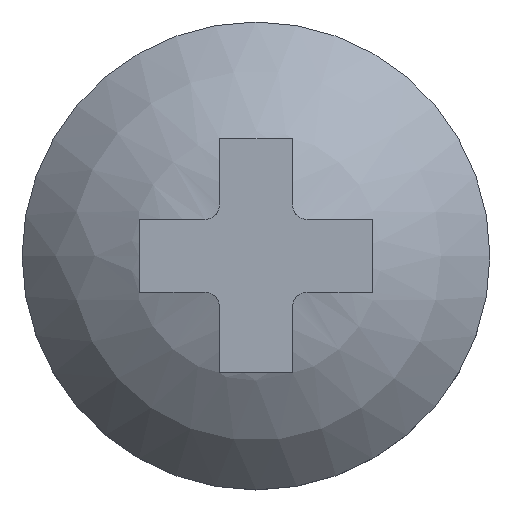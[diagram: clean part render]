
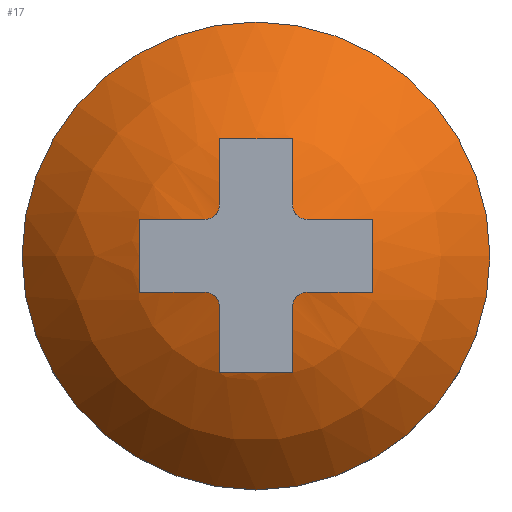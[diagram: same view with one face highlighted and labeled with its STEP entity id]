
A CAD part, top view. The second image highlights one B-rep face of the part: STEP entity #17.
In plain terms, the highlighted spherical face has radius 2 mm.
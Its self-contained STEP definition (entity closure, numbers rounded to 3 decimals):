
#17 = ADVANCED_FACE('',(#18),#230,.T.);
#18 = FACE_BOUND('',#19,.F.);
#19 = EDGE_LOOP('',(#20,#31,#40,#49,#56,#57,#66,#75,#94,#103,#112,#121,
    #140,#149,#158,#167,#186,#195,#204,#213));
#20 = ORIENTED_EDGE('',*,*,#21,.T.);
#21 = EDGE_CURVE('',#22,#24,#26,.T.);
#22 = VERTEX_POINT('',#23);
#23 = CARTESIAN_POINT('',(-0.35,0.25,1.253));
#24 = VERTEX_POINT('',#25);
#25 = CARTESIAN_POINT('',(-0.8,0.25,1.116));
#26 = CIRCLE('',#27,1.984);
#27 = AXIS2_PLACEMENT_3D('',#28,#29,#30);
#28 = CARTESIAN_POINT('',(0.,0.25,-0.7));
#29 = DIRECTION('',(0.,-1.,0.));
#30 = DIRECTION('',(0.,0.,-1.));
#31 = ORIENTED_EDGE('',*,*,#32,.T.);
#32 = EDGE_CURVE('',#24,#33,#35,.T.);
#33 = VERTEX_POINT('',#34);
#34 = CARTESIAN_POINT('',(-0.8,0.,1.133));
#35 = CIRCLE('',#36,1.833);
#36 = AXIS2_PLACEMENT_3D('',#37,#38,#39);
#37 = CARTESIAN_POINT('',(-0.8,0.,-0.7));
#38 = DIRECTION('',(1.,0.,0.));
#39 = DIRECTION('',(0.,-1.,0.));
#40 = ORIENTED_EDGE('',*,*,#41,.T.);
#41 = EDGE_CURVE('',#33,#42,#44,.T.);
#42 = VERTEX_POINT('',#43);
#43 = CARTESIAN_POINT('',(-1.6,0.,0.5));
#44 = CIRCLE('',#45,2.);
#45 = AXIS2_PLACEMENT_3D('',#46,#47,#48);
#46 = CARTESIAN_POINT('',(0.,0.,-0.7));
#47 = DIRECTION('',(0.,-1.,0.));
#48 = DIRECTION('',(1.,0.,0.));
#49 = ORIENTED_EDGE('',*,*,#50,.F.);
#50 = EDGE_CURVE('',#42,#42,#51,.T.);
#51 = CIRCLE('',#52,1.6);
#52 = AXIS2_PLACEMENT_3D('',#53,#54,#55);
#53 = CARTESIAN_POINT('',(0.,0.,0.5));
#54 = DIRECTION('',(0.,0.,1.));
#55 = DIRECTION('',(-1.,0.,0.));
#56 = ORIENTED_EDGE('',*,*,#41,.F.);
#57 = ORIENTED_EDGE('',*,*,#58,.T.);
#58 = EDGE_CURVE('',#33,#59,#61,.T.);
#59 = VERTEX_POINT('',#60);
#60 = CARTESIAN_POINT('',(-0.8,-0.25,1.116));
#61 = CIRCLE('',#62,1.833);
#62 = AXIS2_PLACEMENT_3D('',#63,#64,#65);
#63 = CARTESIAN_POINT('',(-0.8,0.,-0.7));
#64 = DIRECTION('',(1.,0.,0.));
#65 = DIRECTION('',(0.,-1.,0.));
#66 = ORIENTED_EDGE('',*,*,#67,.T.);
#67 = EDGE_CURVE('',#59,#68,#70,.T.);
#68 = VERTEX_POINT('',#69);
#69 = CARTESIAN_POINT('',(-0.35,-0.25,1.253));
#70 = CIRCLE('',#71,1.984);
#71 = AXIS2_PLACEMENT_3D('',#72,#73,#74);
#72 = CARTESIAN_POINT('',(0.,-0.25,-0.7));
#73 = DIRECTION('',(0.,1.,0.));
#74 = DIRECTION('',(0.,0.,1.));
#75 = ORIENTED_EDGE('',*,*,#76,.F.);
#76 = EDGE_CURVE('',#77,#68,#79,.T.);
#77 = VERTEX_POINT('',#78);
#78 = CARTESIAN_POINT('',(-0.25,-0.35,1.253));
#79 = B_SPLINE_CURVE_WITH_KNOTS('',7,(#80,#81,#82,#83,#84,#85,#86,#87,
    #88,#89,#90,#91,#92,#93),.UNSPECIFIED.,.F.,.F.,(8,6,8),(0.,
    0.501,1.),.UNSPECIFIED.);
#80 = CARTESIAN_POINT('',(-0.25,-0.35,1.253));
#81 = CARTESIAN_POINT('',(-0.25,-0.339,1.255));
#82 = CARTESIAN_POINT('',(-0.252,-0.327,1.257)
  );
#83 = CARTESIAN_POINT('',(-0.255,-0.316,1.258
    ));
#84 = CARTESIAN_POINT('',(-0.259,-0.306,1.26
    ));
#85 = CARTESIAN_POINT('',(-0.265,-0.296,1.26)
  );
#86 = CARTESIAN_POINT('',(-0.271,-0.287,1.261
    ));
#87 = CARTESIAN_POINT('',(-0.287,-0.271,1.261
    ));
#88 = CARTESIAN_POINT('',(-0.296,-0.265,1.26)
  );
#89 = CARTESIAN_POINT('',(-0.306,-0.259,1.26)
  );
#90 = CARTESIAN_POINT('',(-0.316,-0.254,1.258)
  );
#91 = CARTESIAN_POINT('',(-0.327,-0.252,1.257
    ));
#92 = CARTESIAN_POINT('',(-0.339,-0.25,1.255));
#93 = CARTESIAN_POINT('',(-0.35,-0.25,1.253));
#94 = ORIENTED_EDGE('',*,*,#95,.F.);
#95 = EDGE_CURVE('',#96,#77,#98,.T.);
#96 = VERTEX_POINT('',#97);
#97 = CARTESIAN_POINT('',(-0.25,-0.8,1.116));
#98 = CIRCLE('',#99,1.984);
#99 = AXIS2_PLACEMENT_3D('',#100,#101,#102);
#100 = CARTESIAN_POINT('',(-0.25,0.,-0.7));
#101 = DIRECTION('',(-1.,0.,0.));
#102 = DIRECTION('',(0.,1.,0.));
#103 = ORIENTED_EDGE('',*,*,#104,.F.);
#104 = EDGE_CURVE('',#105,#96,#107,.T.);
#105 = VERTEX_POINT('',#106);
#106 = CARTESIAN_POINT('',(0.25,-0.8,1.116));
#107 = CIRCLE('',#108,1.833);
#108 = AXIS2_PLACEMENT_3D('',#109,#110,#111);
#109 = CARTESIAN_POINT('',(0.,-0.8,-0.7));
#110 = DIRECTION('',(0.,-1.,0.));
#111 = DIRECTION('',(0.,0.,-1.));
#112 = ORIENTED_EDGE('',*,*,#113,.F.);
#113 = EDGE_CURVE('',#114,#105,#116,.T.);
#114 = VERTEX_POINT('',#115);
#115 = CARTESIAN_POINT('',(0.25,-0.35,1.253));
#116 = CIRCLE('',#117,1.984);
#117 = AXIS2_PLACEMENT_3D('',#118,#119,#120);
#118 = CARTESIAN_POINT('',(0.25,0.,-0.7));
#119 = DIRECTION('',(1.,0.,0.));
#120 = DIRECTION('',(0.,-1.,0.));
#121 = ORIENTED_EDGE('',*,*,#122,.F.);
#122 = EDGE_CURVE('',#123,#114,#125,.T.);
#123 = VERTEX_POINT('',#124);
#124 = CARTESIAN_POINT('',(0.35,-0.25,1.253));
#125 = B_SPLINE_CURVE_WITH_KNOTS('',7,(#126,#127,#128,#129,#130,#131,
    #132,#133,#134,#135,#136,#137,#138,#139),.UNSPECIFIED.,.F.,.F.,(8,6,
    8),(0.,0.501,1.),.UNSPECIFIED.);
#126 = CARTESIAN_POINT('',(0.35,-0.25,1.253));
#127 = CARTESIAN_POINT('',(0.339,-0.25,1.255));
#128 = CARTESIAN_POINT('',(0.327,-0.252,1.257)
  );
#129 = CARTESIAN_POINT('',(0.316,-0.255,1.258
    ));
#130 = CARTESIAN_POINT('',(0.306,-0.259,1.26
    ));
#131 = CARTESIAN_POINT('',(0.296,-0.265,1.26)
  );
#132 = CARTESIAN_POINT('',(0.287,-0.271,1.261
    ));
#133 = CARTESIAN_POINT('',(0.271,-0.287,1.261
    ));
#134 = CARTESIAN_POINT('',(0.265,-0.296,1.26
    ));
#135 = CARTESIAN_POINT('',(0.259,-0.306,1.26)
  );
#136 = CARTESIAN_POINT('',(0.254,-0.316,1.258)
  );
#137 = CARTESIAN_POINT('',(0.252,-0.327,1.257
    ));
#138 = CARTESIAN_POINT('',(0.25,-0.339,1.255));
#139 = CARTESIAN_POINT('',(0.25,-0.35,1.253));
#140 = ORIENTED_EDGE('',*,*,#141,.T.);
#141 = EDGE_CURVE('',#123,#142,#144,.T.);
#142 = VERTEX_POINT('',#143);
#143 = CARTESIAN_POINT('',(0.8,-0.25,1.116));
#144 = CIRCLE('',#145,1.984);
#145 = AXIS2_PLACEMENT_3D('',#146,#147,#148);
#146 = CARTESIAN_POINT('',(0.,-0.25,-0.7));
#147 = DIRECTION('',(0.,1.,0.));
#148 = DIRECTION('',(0.,0.,1.));
#149 = ORIENTED_EDGE('',*,*,#150,.T.);
#150 = EDGE_CURVE('',#142,#151,#153,.T.);
#151 = VERTEX_POINT('',#152);
#152 = CARTESIAN_POINT('',(0.8,0.25,1.116));
#153 = CIRCLE('',#154,1.833);
#154 = AXIS2_PLACEMENT_3D('',#155,#156,#157);
#155 = CARTESIAN_POINT('',(0.8,0.,-0.7));
#156 = DIRECTION('',(-1.,0.,0.));
#157 = DIRECTION('',(0.,1.,0.));
#158 = ORIENTED_EDGE('',*,*,#159,.T.);
#159 = EDGE_CURVE('',#151,#160,#162,.T.);
#160 = VERTEX_POINT('',#161);
#161 = CARTESIAN_POINT('',(0.35,0.25,1.253));
#162 = CIRCLE('',#163,1.984);
#163 = AXIS2_PLACEMENT_3D('',#164,#165,#166);
#164 = CARTESIAN_POINT('',(0.,0.25,-0.7));
#165 = DIRECTION('',(0.,-1.,0.));
#166 = DIRECTION('',(0.,0.,-1.));
#167 = ORIENTED_EDGE('',*,*,#168,.F.);
#168 = EDGE_CURVE('',#169,#160,#171,.T.);
#169 = VERTEX_POINT('',#170);
#170 = CARTESIAN_POINT('',(0.25,0.35,1.253));
#171 = B_SPLINE_CURVE_WITH_KNOTS('',7,(#172,#173,#174,#175,#176,#177,
    #178,#179,#180,#181,#182,#183,#184,#185),.UNSPECIFIED.,.F.,.F.,(8,6,
    8),(0.,0.501,1.),.UNSPECIFIED.);
#172 = CARTESIAN_POINT('',(0.25,0.35,1.253));
#173 = CARTESIAN_POINT('',(0.25,0.339,1.255));
#174 = CARTESIAN_POINT('',(0.252,0.327,1.257));
#175 = CARTESIAN_POINT('',(0.255,0.316,1.258)
  );
#176 = CARTESIAN_POINT('',(0.259,0.306,1.26)
  );
#177 = CARTESIAN_POINT('',(0.265,0.296,1.26));
#178 = CARTESIAN_POINT('',(0.271,0.287,1.261)
  );
#179 = CARTESIAN_POINT('',(0.287,0.271,1.261)
  );
#180 = CARTESIAN_POINT('',(0.296,0.265,1.26)
  );
#181 = CARTESIAN_POINT('',(0.306,0.259,1.26)
  );
#182 = CARTESIAN_POINT('',(0.316,0.254,1.258)
  );
#183 = CARTESIAN_POINT('',(0.327,0.252,1.257)
  );
#184 = CARTESIAN_POINT('',(0.339,0.25,1.255));
#185 = CARTESIAN_POINT('',(0.35,0.25,1.253));
#186 = ORIENTED_EDGE('',*,*,#187,.F.);
#187 = EDGE_CURVE('',#188,#169,#190,.T.);
#188 = VERTEX_POINT('',#189);
#189 = CARTESIAN_POINT('',(0.25,0.8,1.116));
#190 = CIRCLE('',#191,1.984);
#191 = AXIS2_PLACEMENT_3D('',#192,#193,#194);
#192 = CARTESIAN_POINT('',(0.25,0.,-0.7));
#193 = DIRECTION('',(1.,0.,0.));
#194 = DIRECTION('',(0.,-1.,0.));
#195 = ORIENTED_EDGE('',*,*,#196,.F.);
#196 = EDGE_CURVE('',#197,#188,#199,.T.);
#197 = VERTEX_POINT('',#198);
#198 = CARTESIAN_POINT('',(-0.25,0.8,1.116));
#199 = CIRCLE('',#200,1.833);
#200 = AXIS2_PLACEMENT_3D('',#201,#202,#203);
#201 = CARTESIAN_POINT('',(0.,0.8,-0.7));
#202 = DIRECTION('',(0.,1.,0.));
#203 = DIRECTION('',(0.,0.,1.));
#204 = ORIENTED_EDGE('',*,*,#205,.F.);
#205 = EDGE_CURVE('',#206,#197,#208,.T.);
#206 = VERTEX_POINT('',#207);
#207 = CARTESIAN_POINT('',(-0.25,0.35,1.253));
#208 = CIRCLE('',#209,1.984);
#209 = AXIS2_PLACEMENT_3D('',#210,#211,#212);
#210 = CARTESIAN_POINT('',(-0.25,0.,-0.7));
#211 = DIRECTION('',(-1.,0.,0.));
#212 = DIRECTION('',(0.,1.,0.));
#213 = ORIENTED_EDGE('',*,*,#214,.F.);
#214 = EDGE_CURVE('',#22,#206,#215,.T.);
#215 = B_SPLINE_CURVE_WITH_KNOTS('',7,(#216,#217,#218,#219,#220,#221,
    #222,#223,#224,#225,#226,#227,#228,#229),.UNSPECIFIED.,.F.,.F.,(8,6,
    8),(0.,0.501,1.),.UNSPECIFIED.);
#216 = CARTESIAN_POINT('',(-0.35,0.25,1.253));
#217 = CARTESIAN_POINT('',(-0.339,0.25,1.255));
#218 = CARTESIAN_POINT('',(-0.327,0.252,1.257)
  );
#219 = CARTESIAN_POINT('',(-0.316,0.255,1.258
    ));
#220 = CARTESIAN_POINT('',(-0.306,0.259,1.26
    ));
#221 = CARTESIAN_POINT('',(-0.296,0.265,1.26)
  );
#222 = CARTESIAN_POINT('',(-0.287,0.271,1.261
    ));
#223 = CARTESIAN_POINT('',(-0.271,0.287,1.261
    ));
#224 = CARTESIAN_POINT('',(-0.265,0.296,1.26
    ));
#225 = CARTESIAN_POINT('',(-0.259,0.306,1.26)
  );
#226 = CARTESIAN_POINT('',(-0.254,0.316,1.258)
  );
#227 = CARTESIAN_POINT('',(-0.252,0.327,1.257
    ));
#228 = CARTESIAN_POINT('',(-0.25,0.339,1.255));
#229 = CARTESIAN_POINT('',(-0.25,0.35,1.253));
#230 = SPHERICAL_SURFACE('',#231,2.);
#231 = AXIS2_PLACEMENT_3D('',#232,#233,#234);
#232 = CARTESIAN_POINT('',(0.,0.,-0.7));
#233 = DIRECTION('',(0.,0.,-1.));
#234 = DIRECTION('',(-1.,0.,0.));
